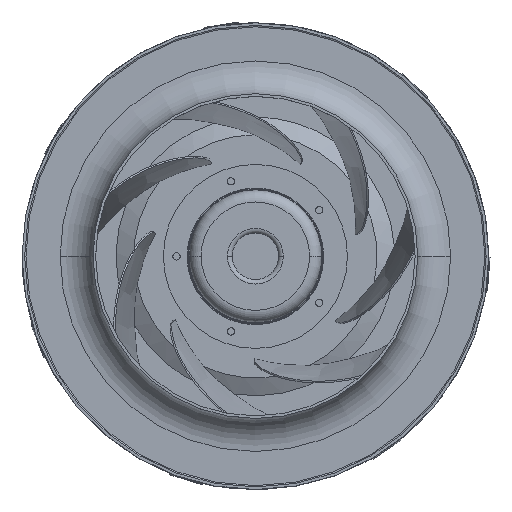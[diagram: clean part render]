
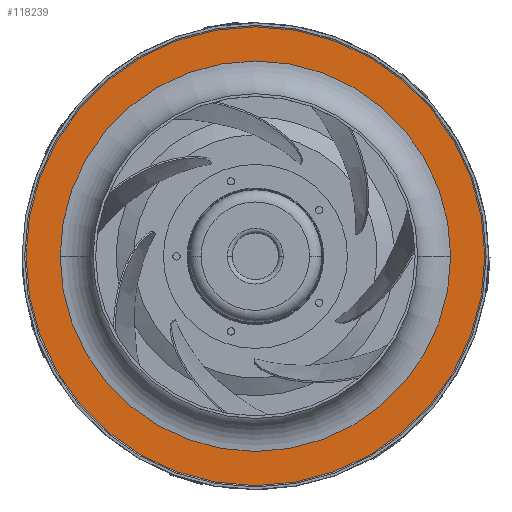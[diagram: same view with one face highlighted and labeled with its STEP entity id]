
A CAD part, top view. The second image highlights one B-rep face of the part: STEP entity #118239.
In plain terms, the highlighted planar face has unit normal (0, 0, 1).
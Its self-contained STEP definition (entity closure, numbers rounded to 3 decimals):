
#2580 = FACE_OUTER_BOUND ( 'NONE', #47341, .T. ) ;
#6027 = PLANE ( 'NONE',  #137289 ) ;
#6569 = VERTEX_POINT ( 'NONE', #37371 ) ;
#8905 = DIRECTION ( 'NONE',  ( 0., 0., -1. ) ) ;
#13741 = ORIENTED_EDGE ( 'NONE', *, *, #145022, .T. ) ;
#27924 = CARTESIAN_POINT ( 'NONE',  ( 0., 0., 112.5 ) ) ;
#32319 = DIRECTION ( 'NONE',  ( 0., 0., 1. ) ) ;
#37371 = CARTESIAN_POINT ( 'NONE',  ( -174.5, 0., 112.5 ) ) ;
#41054 = CARTESIAN_POINT ( 'NONE',  ( 0., 0., 112.5 ) ) ;
#42476 = CARTESIAN_POINT ( 'NONE',  ( 0., 0., 112.5 ) ) ;
#42803 = ORIENTED_EDGE ( 'NONE', *, *, #91238, .T. ) ;
#43248 = CIRCLE ( 'NONE', #68440, 174.5 ) ;
#44032 = CARTESIAN_POINT ( 'NONE',  ( 0., 0., 112.5 ) ) ;
#47341 = EDGE_LOOP ( 'NONE', ( #70449, #42803 ) ) ;
#56590 = DIRECTION ( 'NONE',  ( 1., 0., 0. ) ) ;
#63280 = AXIS2_PLACEMENT_3D ( 'NONE', #27924, #151819, #96660 ) ;
#68440 = AXIS2_PLACEMENT_3D ( 'NONE', #44032, #139756, #56590 ) ;
#70449 = ORIENTED_EDGE ( 'NONE', *, *, #94417, .T. ) ;
#74751 = VERTEX_POINT ( 'NONE', #150284 ) ;
#78049 = VERTEX_POINT ( 'NONE', #155218 ) ;
#85798 = CARTESIAN_POINT ( 'NONE',  ( 174.5, 0., 112.5 ) ) ;
#90158 = EDGE_LOOP ( 'NONE', ( #13741, #101018 ) ) ;
#91238 = EDGE_CURVE ( 'NONE', #6569, #162914, #146845, .T. ) ;
#94417 = EDGE_CURVE ( 'NONE', #162914, #6569, #43248, .T. ) ;
#96660 = DIRECTION ( 'NONE',  ( -1., -0.006, 0. ) ) ;
#101018 = ORIENTED_EDGE ( 'NONE', *, *, #177547, .T. ) ;
#104487 = DIRECTION ( 'NONE',  ( 1., 0.006, 0. ) ) ;
#114823 = DIRECTION ( 'NONE',  ( -1., 0., 0. ) ) ;
#116516 = CARTESIAN_POINT ( 'NONE',  ( 0., 0., 112.5 ) ) ;
#118239 = ADVANCED_FACE ( 'NONE', ( #2580, #143872 ), #6027, .T. ) ;
#134780 = AXIS2_PLACEMENT_3D ( 'NONE', #41054, #137364, #164921 ) ;
#137289 = AXIS2_PLACEMENT_3D ( 'NONE', #42476, #32319, #114823 ) ;
#137364 = DIRECTION ( 'NONE',  ( 0., 0., 1. ) ) ;
#139756 = DIRECTION ( 'NONE',  ( 0., 0., 1. ) ) ;
#142721 = CIRCLE ( 'NONE', #148330, 148.5 ) ;
#143872 = FACE_BOUND ( 'NONE', #90158, .T. ) ;
#145022 = EDGE_CURVE ( 'NONE', #74751, #78049, #142721, .T. ) ;
#146845 = CIRCLE ( 'NONE', #134780, 174.5 ) ;
#148330 = AXIS2_PLACEMENT_3D ( 'NONE', #116516, #8905, #104487 ) ;
#150284 = CARTESIAN_POINT ( 'NONE',  ( -148.5, 0., 112.5 ) ) ;
#151819 = DIRECTION ( 'NONE',  ( 0., 0., -1. ) ) ;
#155218 = CARTESIAN_POINT ( 'NONE',  ( 148.5, 0., 112.5 ) ) ;
#162914 = VERTEX_POINT ( 'NONE', #85798 ) ;
#164921 = DIRECTION ( 'NONE',  ( -1., 0., 0. ) ) ;
#169918 = CIRCLE ( 'NONE', #63280, 148.5 ) ;
#177547 = EDGE_CURVE ( 'NONE', #78049, #74751, #169918, .T. ) ;
